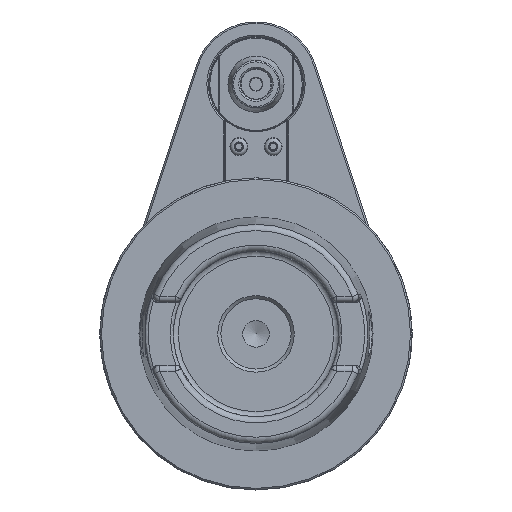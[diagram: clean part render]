
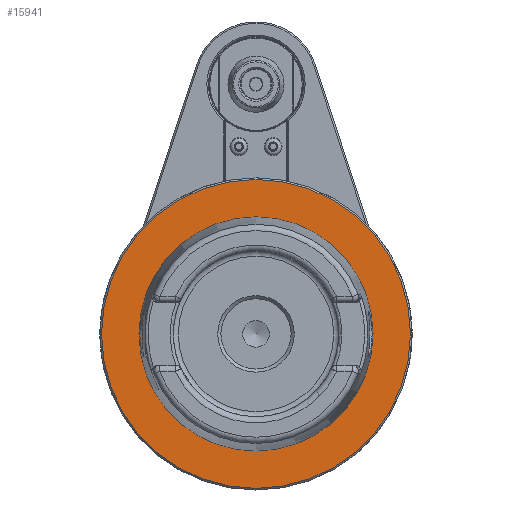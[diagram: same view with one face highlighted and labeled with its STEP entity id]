
A CAD part, front view. The second image highlights one B-rep face of the part: STEP entity #15941.
In plain terms, the highlighted planar face has unit normal (0, -1, 0).
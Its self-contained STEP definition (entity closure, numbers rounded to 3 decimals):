
#3217=FACE_BOUND('',#5072,.T.);
#4048=FACE_OUTER_BOUND('',#5071,.T.);
#5071=EDGE_LOOP('',(#14251));
#5072=EDGE_LOOP('',(#14252));
#5984=CIRCLE('',#17683,49.5);
#5985=CIRCLE('',#17685,37.5);
#7466=VERTEX_POINT('',#38335);
#7467=VERTEX_POINT('',#38339);
#9750=EDGE_CURVE('',#7466,#7466,#5984,.T.);
#9751=EDGE_CURVE('',#7467,#7467,#5985,.T.);
#14251=ORIENTED_EDGE('',*,*,#9750,.F.);
#14252=ORIENTED_EDGE('',*,*,#9751,.F.);
#15085=PLANE('',#17684);
#15941=ADVANCED_FACE('',(#4048,#3217),#15085,.F.);
#17683=AXIS2_PLACEMENT_3D('',#38337,#22128,#22129);
#17684=AXIS2_PLACEMENT_3D('',#38338,#22130,#22131);
#17685=AXIS2_PLACEMENT_3D('',#38340,#22132,#22133);
#22128=DIRECTION('center_axis',(0.,1.,0.));
#22129=DIRECTION('ref_axis',(0.,0.,1.));
#22130=DIRECTION('center_axis',(0.,1.,0.));
#22131=DIRECTION('ref_axis',(0.,0.,1.));
#22132=DIRECTION('center_axis',(0.,-1.,0.));
#22133=DIRECTION('ref_axis',(0.,0.,1.));
#38335=CARTESIAN_POINT('',(0.,-53.,49.5));
#38337=CARTESIAN_POINT('Origin',(0.,-53.,0.));
#38338=CARTESIAN_POINT('Origin',(0.,-53.,0.));
#38339=CARTESIAN_POINT('',(0.,-53.,-37.5));
#38340=CARTESIAN_POINT('Origin',(0.,-53.,0.));
